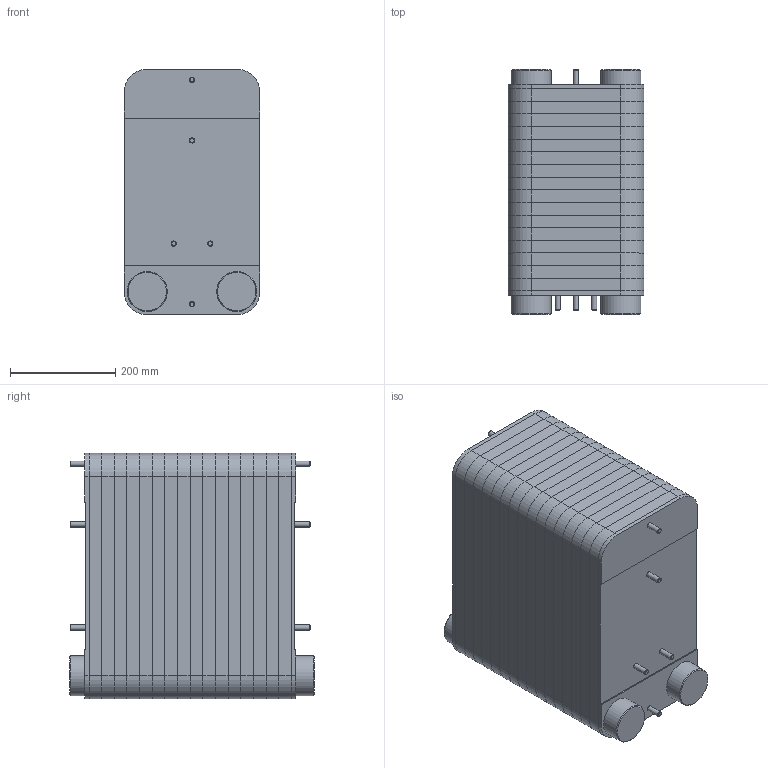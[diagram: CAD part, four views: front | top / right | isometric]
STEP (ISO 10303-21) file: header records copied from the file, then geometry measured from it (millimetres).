
FILE_DESCRIPTION(/* description */ (''),/* implementation_level */ '2;1');
FILE_NAME(/* name */ '3d_RMB-110-2-160-P25-8048600.stp',/* time_stamp */ '2020-08-24T07:46:12+02:00',/* author */ ('Andrzej'),/* organization */ (''),/* preprocessor_version */ 'ST-DEVELOPER v16.13',/* originating_system */ 'AutoCAD Mechanical',/* authorisation */ '');
FILE_SCHEMA (('AUTOMOTIVE_DESIGN { 1 0 10303 214 3 1 1 }'));
Length unit declared in the file: millimetre
Products named in the file (1): Product
Bounding box: 258 x 465 x 466 mm (x, y, z)
Volume: 47754050.1 mm3; surface area: 4892479.5 mm2
Topology: 22 solids, 22 shells, 231 faces, 1931 edges, 3161 vertices
Faces by surface type: plane 133, cylinder 85, cone 13
Full cylindrical faces by diameter (mm): 10 x9, 76.1 x4
Entity records: 18324 total; most frequent: CARTESIAN_POINT 5294, DIRECTION 3254, STYLED_ITEM 1430, TRIMMED_CURVE 1408, AXIS2_PLACEMENT_3D 1119, LINE 1016, VECTOR 1016, ORIENTED_EDGE 990
